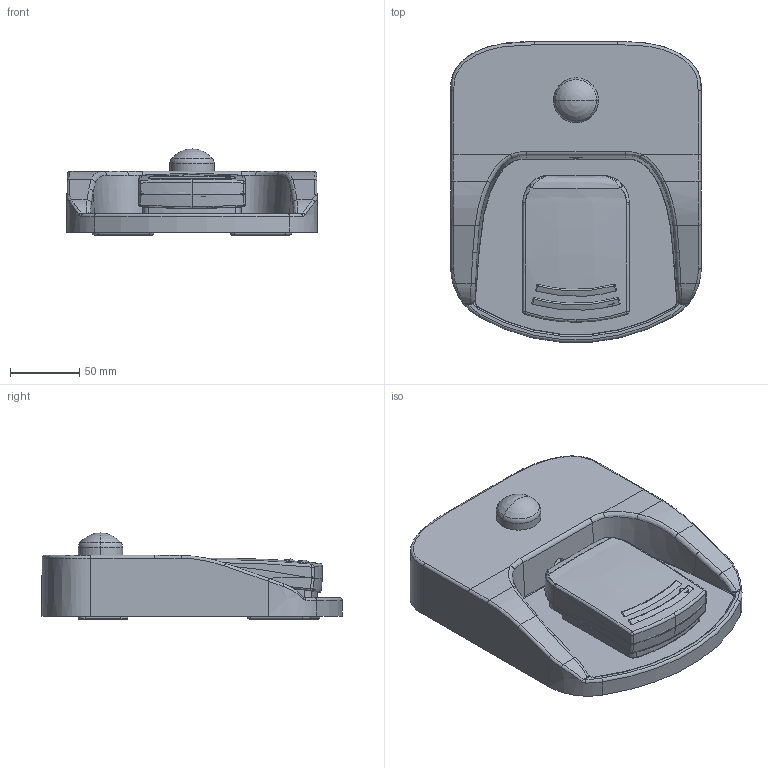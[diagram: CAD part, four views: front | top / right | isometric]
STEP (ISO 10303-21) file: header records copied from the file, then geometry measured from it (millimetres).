
FILE_DESCRIPTION((''),'2;1');
FILE_NAME('M30002_ASM','2024-01-04T14:19:44',('lk'),(''),'CREO PARAMETRIC BY PTC INC, 2021072','CREO PARAMETRIC BY PTC INC, 2021072','');
FILE_SCHEMA(('AP242_MANAGED_MODEL_BASED_3D_ENGINEERING_MIM_LF { 1 0 10303 442 1 1 4 }'));
Products named in the file (24): 0066; 0067; 3001023021HRF-M300; M10000; 020; 00; 0063_ASM; M3X4; PRT0004; 0068; 0065; M700; PRT0008; HRF-M3000; 3001009050HRF-M3; 0062_ASM; _000; 006; PRT0010; 007; 0071_ASM; GB819_1-M4X15; M30002_ASM
Assembly tree (41 placements, depth 4):
  M30002_ASM
    0066
    0067
    0062_ASM
      3001023021HRF-M300  x2
      M10000  x2
      0063_ASM
        020
        00  x5
      M3X4  x4
      PRT0004
      0068
      00
      0065  x2
      M700
      PRT0008
      HRF-M3000
      3001009050HRF-M3  x2
    _000  x2
    006
    PRT0010
    007
    0071_ASM
    GB819_1-M4X15  x6
    007
Bounding box: 180.77 x 216.84 x 62.12 mm (x, y, z)
Volume: 509685.4 mm3; surface area: 314824.2 mm2
Topology: 38 solids, 38 shells, 3335 faces, 8188 edges, 5025 vertices
Faces by surface type: plane 1460, cylinder 883, bspline 389, cone 308, torus 217, sphere 55, extrusion 23
Entity records: 111549 total; most frequent: CARTESIAN_POINT 33794, ORIENTED_EDGE 10498, DIRECTION 10066, PRESENTATION_STYLE_ASSIGNMENT 6431, STYLED_ITEM 6430, EDGE_CURVE 5249, CURVE_STYLE 4582, AXIS2_PLACEMENT_3D 3645
